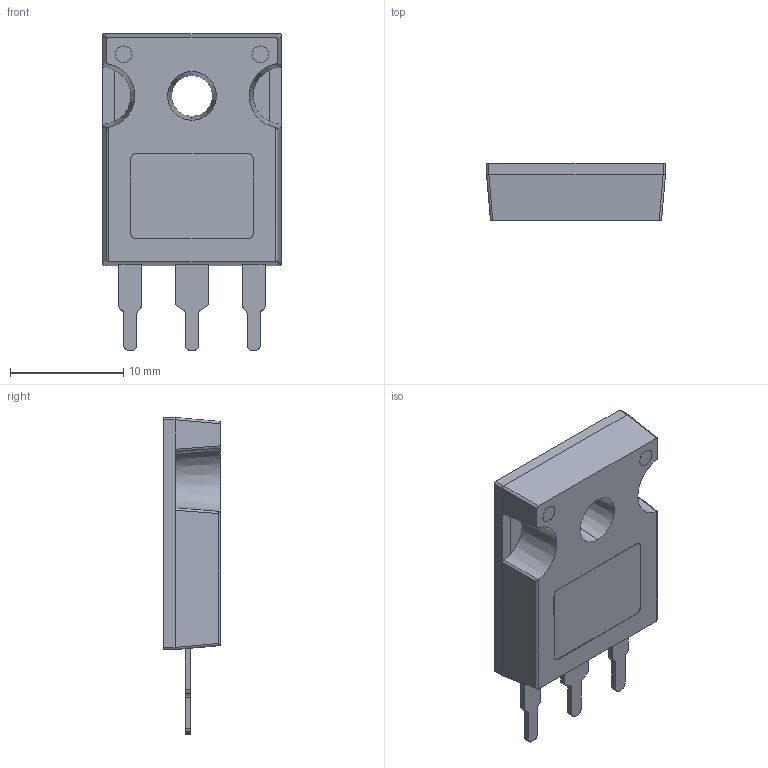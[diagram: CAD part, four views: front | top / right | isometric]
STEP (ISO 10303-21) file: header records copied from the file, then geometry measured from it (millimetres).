
FILE_DESCRIPTION (( 'STEP AP214' ), '1' );
FILE_NAME ('TO-247AC-3_L15.8-W5.0-H20.5-P5.46.step', '2022-08-01T12:51:32', ( '' ), ( '' ), 'SwSTEP 2.0', 'SolidWorks 2020', '' );
FILE_SCHEMA (( 'AUTOMOTIVE_DESIGN' ));
Length unit declared in the file: millimetre
Products named in the file (1): TO-247AC-3_L15.8-W5.0-H20.5-P5.46
Bounding box: 15.8 x 5 x 28 mm (x, y, z)
Volume: 1443.1 mm3; surface area: 1583 mm2
Topology: 2 solids, 2 shells, 350 faces, 959 edges, 636 vertices
Faces by surface type: plane 188, bspline 102, cylinder 56, cone 4
Entity records: 15568 total; most frequent: CARTESIAN_POINT 3456, ORIENTED_EDGE 1918, DIRECTION 1327, EDGE_CURVE 959, VERTEX_POINT 636, VECTOR 617, LINE 617, EDGE_LOOP 381
